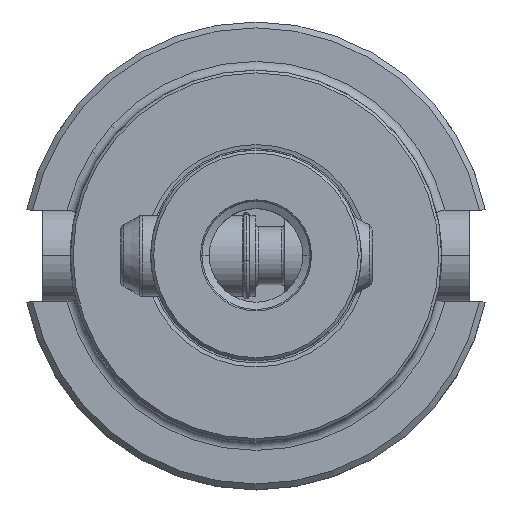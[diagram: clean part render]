
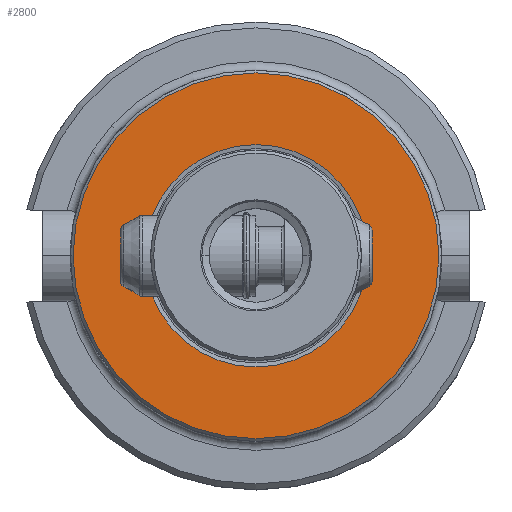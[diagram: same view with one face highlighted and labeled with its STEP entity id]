
A CAD part, top view. The second image highlights one B-rep face of the part: STEP entity #2800.
In plain terms, the highlighted planar face has unit normal (0, 0, 1).
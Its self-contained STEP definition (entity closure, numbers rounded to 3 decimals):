
#1208=EDGE_CURVE('NONE',#1872,#1474,#3389,.T.);
#1266=VERTEX_POINT('NONE',#3451);
#1342=VERTEX_POINT('NONE',#3535);
#1474=VERTEX_POINT('NONE',#3681);
#1872=VERTEX_POINT('NONE',#4115);
#1894=EDGE_CURVE('NONE',#1474,#1872,#4142,.T.);
#1990=EDGE_CURVE('NONE',#1342,#1266,#4250,.T.);
#2786=EDGE_CURVE('NONE',#1266,#1342,#5141,.T.);
#2800=ADVANCED_FACE('NONE',(#5157,#5158),#5159,.F.);
#3389=CIRCLE('',#5918,31.275);
#3451=CARTESIAN_POINT('',(-19.012,0.,0.0));
#3535=CARTESIAN_POINT('',(19.012,0.0,0.0));
#3681=CARTESIAN_POINT('',(31.275,0.,0.0));
#4115=CARTESIAN_POINT('',(-31.275,0.0,0.0));
#4142=CIRCLE('',#7289,31.275);
#4250=CIRCLE('',#7453,19.012);
#5141=CIRCLE('',#9108,19.012);
#5157=FACE_OUTER_BOUND('',#9127,.T.);
#5158=FACE_BOUND('',#9128,.T.);
#5159=PLANE('',#9129);
#5918=AXIS2_PLACEMENT_3D('',#10224,#10225,#10226);
#7289=AXIS2_PLACEMENT_3D('',#11055,#11056,#11057);
#7453=AXIS2_PLACEMENT_3D('',#11213,#11214,#11215);
#9108=AXIS2_PLACEMENT_3D('',#12273,#12274,#12275);
#9127=EDGE_LOOP('',(#12297,#12298));
#9128=EDGE_LOOP('',(#12299,#12300));
#9129=AXIS2_PLACEMENT_3D('',#12301,#12302,#12303);
#10224=CARTESIAN_POINT('',(0.0,0.0,0.0));
#10225=DIRECTION('',(0.0,0.0,-1.0));
#10226=DIRECTION('',(-1.0,0.0,0.0));
#11055=CARTESIAN_POINT('',(0.0,0.0,0.0));
#11056=DIRECTION('',(0.0,0.0,-1.0));
#11057=DIRECTION('',(-1.0,0.0,0.0));
#11213=CARTESIAN_POINT('',(0.0,0.0,0.0));
#11214=DIRECTION('',(0.0,0.0,1.0));
#11215=DIRECTION('',(-1.0,0.0,0.0));
#12273=CARTESIAN_POINT('',(0.0,0.0,0.0));
#12274=DIRECTION('',(0.0,0.0,1.0));
#12275=DIRECTION('',(-1.0,0.0,0.0));
#12297=ORIENTED_EDGE('',*,*,#1208,.F.);
#12298=ORIENTED_EDGE('',*,*,#1894,.F.);
#12299=ORIENTED_EDGE('',*,*,#1990,.F.);
#12300=ORIENTED_EDGE('',*,*,#2786,.F.);
#12301=CARTESIAN_POINT('',(0.0,31.75,0.0));
#12302=DIRECTION('',(0.0,0.0,-1.0));
#12303=DIRECTION('',(0.0,1.0,0.0));
